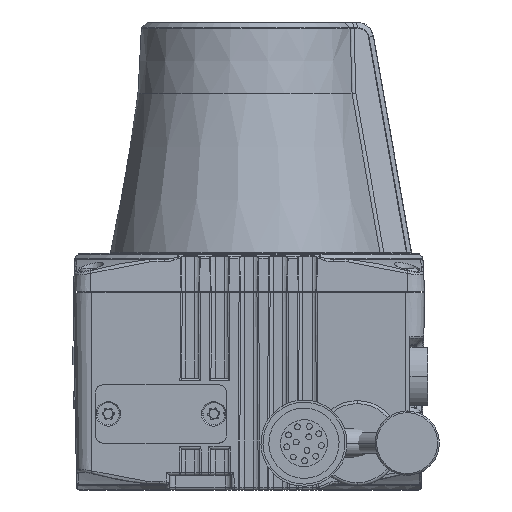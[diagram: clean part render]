
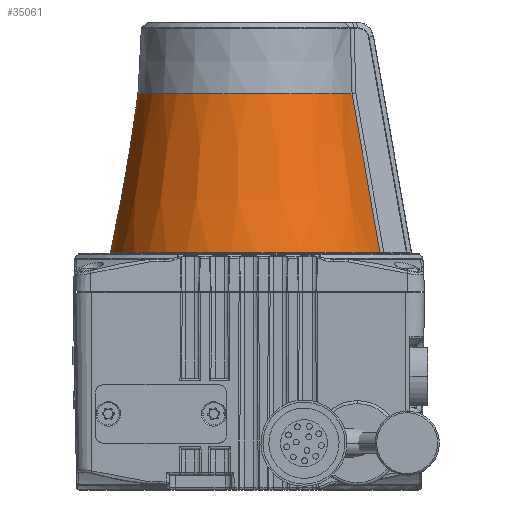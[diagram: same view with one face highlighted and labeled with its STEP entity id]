
A CAD part, front view. The second image highlights one B-rep face of the part: STEP entity #35061.
In plain terms, the highlighted conical face has half-angle 10 degrees and reference radius 18.942 mm.
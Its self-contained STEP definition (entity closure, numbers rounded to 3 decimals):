
#930 = CARTESIAN_POINT ( 'NONE',  ( 19.023, 7.237, 26.76 ) ) ;
#2104 = DIRECTION ( 'NONE',  ( 0., 0., -1. ) ) ;
#2135 = VERTEX_POINT ( 'NONE', #13263 ) ;
#2524 = VERTEX_POINT ( 'NONE', #33076 ) ;
#3032 = ORIENTED_EDGE ( 'NONE', *, *, #14000, .T. ) ;
#3335 = EDGE_CURVE ( 'NONE', #2524, #14596, #13785, .T. ) ;
#3482 = CARTESIAN_POINT ( 'NONE',  ( 20.609, -7.539, 17.732 ) ) ;
#6548 = CARTESIAN_POINT ( 'NONE',  ( 17.613, -6.97, 34.75 ) ) ;
#6983 = CARTESIAN_POINT ( 'NONE',  ( 22.372, 7.876, 7.665 ) ) ;
#8988 = AXIS2_PLACEMENT_3D ( 'NONE', #15961, #29598, #49222 ) ;
#9815 = CARTESIAN_POINT ( 'NONE',  ( 22.372, 7.876, 7.665 ) ) ;
#9850 = VERTEX_POINT ( 'NONE', #6548 ) ;
#10006 = EDGE_CURVE ( 'NONE', #11017, #2524, #51897, .T. ) ;
#10055 = AXIS2_PLACEMENT_3D ( 'NONE', #23288, #36902, #31554 ) ;
#10129 = AXIS2_PLACEMENT_3D ( 'NONE', #42204, #32724, #36544 ) ;
#11017 = VERTEX_POINT ( 'NONE', #48128 ) ;
#13263 = CARTESIAN_POINT ( 'NONE',  ( 17.614, -6.968, 34.75 ) ) ;
#13785 = B_SPLINE_CURVE_WITH_KNOTS ( 'NONE', 3,
 ( #49359, #930, #59120, #9815 ),
 .UNSPECIFIED., .F., .F.,
 ( 4, 4 ),
 ( 0., 1. ),
 .UNSPECIFIED. ) ;
#14000 = EDGE_CURVE ( 'NONE', #2135, #9850, #62619, .T. ) ;
#14194 = ORIENTED_EDGE ( 'NONE', *, *, #43989, .T. ) ;
#14596 = VERTEX_POINT ( 'NONE', #6983 ) ;
#15961 = CARTESIAN_POINT ( 'NONE',  ( 0., 0., 34.75 ) ) ;
#21089 = CARTESIAN_POINT ( 'NONE',  ( 22.372, -7.876, 7.665 ) ) ;
#22342 = CARTESIAN_POINT ( 'NONE',  ( 0., 0., 34.75 ) ) ;
#23288 = CARTESIAN_POINT ( 'NONE',  ( 0., 0., 34.75 ) ) ;
#24049 = CARTESIAN_POINT ( 'NONE',  ( 17.614, -6.968, 34.75 ) ) ;
#24162 = CONICAL_SURFACE ( 'NONE', #8988, 18.942, 0.175 ) ;
#26049 = ORIENTED_EDGE ( 'NONE', *, *, #10006, .T. ) ;
#26945 = DIRECTION ( 'NONE',  ( 1., 0., 0. ) ) ;
#28898 = ORIENTED_EDGE ( 'NONE', *, *, #32414, .T. ) ;
#29598 = DIRECTION ( 'NONE',  ( 0., 0., -1. ) ) ;
#30537 = EDGE_LOOP ( 'NONE', ( #39756, #53807, #14194, #3032, #28898, #26049 ) ) ;
#31300 = CIRCLE ( 'NONE', #10055, 18.942 ) ;
#31554 = DIRECTION ( 'NONE',  ( 1., 0., 0. ) ) ;
#31755 = AXIS2_PLACEMENT_3D ( 'NONE', #39919, #54492, #26945 ) ;
#32414 = EDGE_CURVE ( 'NONE', #9850, #11017, #31300, .T. ) ;
#32724 = DIRECTION ( 'NONE',  ( 0., 0., -1. ) ) ;
#33076 = CARTESIAN_POINT ( 'NONE',  ( 17.614, 6.968, 34.75 ) ) ;
#35061 = ADVANCED_FACE ( 'NONE', ( #35582 ), #24162, .T. ) ;
#35582 = FACE_OUTER_BOUND ( 'NONE', #30537, .T. ) ;
#36544 = DIRECTION ( 'NONE',  ( 1., 0., 0. ) ) ;
#36902 = DIRECTION ( 'NONE',  ( 0., 0., -1. ) ) ;
#38584 = CARTESIAN_POINT ( 'NONE',  ( 19.023, -7.237, 26.76 ) ) ;
#39756 = ORIENTED_EDGE ( 'NONE', *, *, #3335, .T. ) ;
#39919 = CARTESIAN_POINT ( 'NONE',  ( 0., 0., 7.665 ) ) ;
#42204 = CARTESIAN_POINT ( 'NONE',  ( 0., 0., 34.75 ) ) ;
#43989 = EDGE_CURVE ( 'NONE', #61549, #2135, #53539, .T. ) ;
#46837 = AXIS2_PLACEMENT_3D ( 'NONE', #22342, #2104, #55590 ) ;
#48128 = CARTESIAN_POINT ( 'NONE',  ( 17.613, 6.97, 34.75 ) ) ;
#48383 = EDGE_CURVE ( 'NONE', #14596, #61549, #50957, .T. ) ;
#49222 = DIRECTION ( 'NONE',  ( 1., 0., 0. ) ) ;
#49359 = CARTESIAN_POINT ( 'NONE',  ( 17.614, 6.968, 34.75 ) ) ;
#50957 = CIRCLE ( 'NONE', #31755, 23.718 ) ;
#51897 = CIRCLE ( 'NONE', #46837, 18.942 ) ;
#52218 = CARTESIAN_POINT ( 'NONE',  ( 22.372, -7.876, 7.665 ) ) ;
#53539 = B_SPLINE_CURVE_WITH_KNOTS ( 'NONE', 3,
 ( #52218, #3482, #38584, #24049 ),
 .UNSPECIFIED., .F., .F.,
 ( 4, 4 ),
 ( 0., 1. ),
 .UNSPECIFIED. ) ;
#53807 = ORIENTED_EDGE ( 'NONE', *, *, #48383, .T. ) ;
#54492 = DIRECTION ( 'NONE',  ( 0., 0., 1. ) ) ;
#55590 = DIRECTION ( 'NONE',  ( 1., 0., 0. ) ) ;
#59120 = CARTESIAN_POINT ( 'NONE',  ( 20.609, 7.539, 17.732 ) ) ;
#61549 = VERTEX_POINT ( 'NONE', #21089 ) ;
#62619 = CIRCLE ( 'NONE', #10129, 18.942 ) ;
